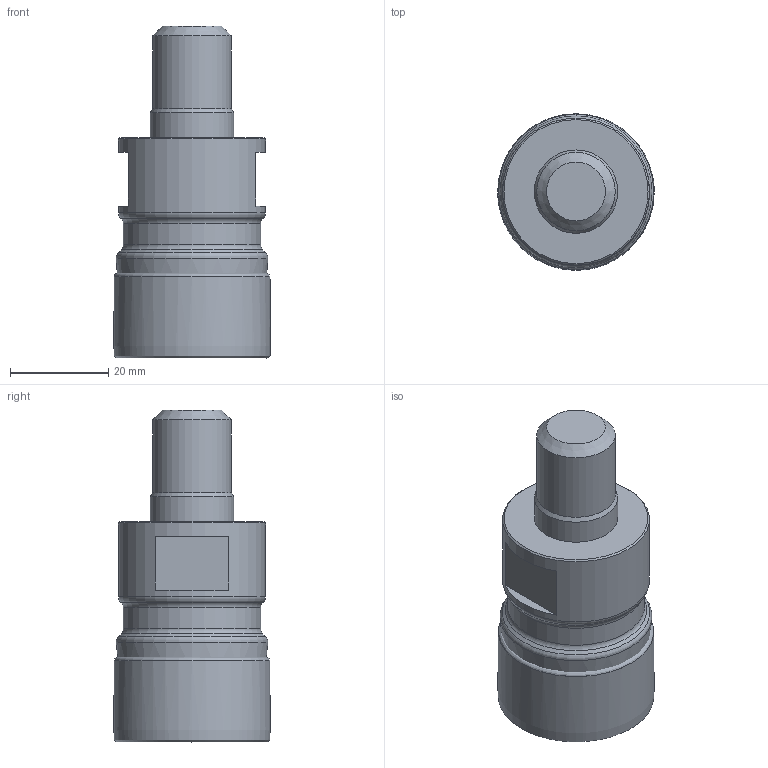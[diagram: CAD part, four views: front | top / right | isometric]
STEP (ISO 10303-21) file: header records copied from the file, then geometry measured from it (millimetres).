
FILE_DESCRIPTION(/* description */ (''),/* implementation_level */ '2;1');
FILE_NAME(/* name */ 'R217.64-1632.RE-ZO16-3A_Basic.stp',/* time_stamp */ '2021-10-13T09:37:57+05:00',/* author */ (''),/* organization */ (''),/* preprocessor_version */ 'ST-DEVELOPER v16.7',/* originating_system */ 'SIEMENS PLM Software NX 12.0',/* authorisation */ '');
FILE_SCHEMA (('AUTOMOTIVE_DESIGN { 1 0 10303 214 3 1 1 1 }'));
Length unit declared in the file: millimetre
Products named in the file (4): CUT; NOCUT; ASSEMBLY_CONSTRUCTION; A2386202_stp_stp
Assembly tree (3 placements, depth 2):
  A2386202_stp_stp
    ASSEMBLY_CONSTRUCTION
    NOCUT
    CUT
Bounding box: 31.92 x 31.92 x 67.74 mm (x, y, z)
Volume: 45374.5 mm3; surface area: 10257.3 mm2
Topology: 2 solids, 2 shells, 34 faces, 76 edges, 54 vertices
Faces by surface type: cone 9, plane 9, revolution 7, torus 5, cylinder 4
Full cylindrical faces by diameter (mm): 16 x1, 17 x1, 28 x1, 30 x1
Entity records: 1193 total; most frequent: CARTESIAN_POINT 405, DIRECTION 149, ORIENTED_EDGE 78, AXIS2_PLACEMENT_3D 67, EDGE_LOOP 62, FACE_BOUND 54, EDGE_CURVE 39, VERTEX_POINT 35
